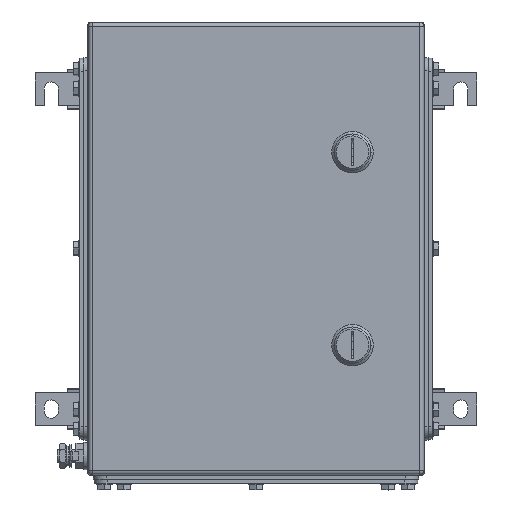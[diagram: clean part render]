
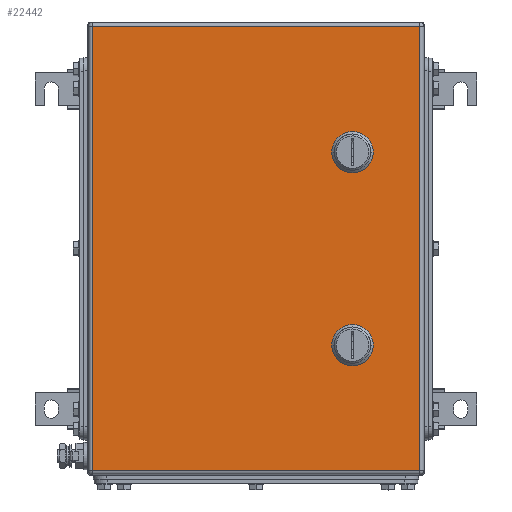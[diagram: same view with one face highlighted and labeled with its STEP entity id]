
A CAD part, top view. The second image highlights one B-rep face of the part: STEP entity #22442.
In plain terms, the highlighted planar face has unit normal (0, 0, 1).
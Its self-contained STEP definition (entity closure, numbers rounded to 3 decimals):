
#22256=AXIS2_PLACEMENT_3D('Circle Axis2P3D',#22254,#22255,$) ;
#22283=AXIS2_PLACEMENT_3D('Plane Axis2P3D',#22280,#22281,#22282) ;
#22328=AXIS2_PLACEMENT_3D('Circle Axis2P3D',#22326,#22327,$) ;
#22342=AXIS2_PLACEMENT_3D('Circle Axis2P3D',#22340,#22341,$) ;
#22356=AXIS2_PLACEMENT_3D('Circle Axis2P3D',#22354,#22355,$) ;
#22378=AXIS2_PLACEMENT_3D('Circle Axis2P3D',#22376,#22377,$) ;
#22394=AXIS2_PLACEMENT_3D('Circle Axis2P3D',#22392,#22393,$) ;
#22408=AXIS2_PLACEMENT_3D('Circle Axis2P3D',#22406,#22407,$) ;
#22422=AXIS2_PLACEMENT_3D('Circle Axis2P3D',#22420,#22421,$) ;
#22251=CARTESIAN_POINT('Vertex',(250.056,250.45,203.5)) ;
#22254=CARTESIAN_POINT('Axis2P3D Location',(245.,260.5,203.5)) ;
#22258=CARTESIAN_POINT('Vertex',(255.05,255.444,203.5)) ;
#22280=CARTESIAN_POINT('Axis2P3D Location',(170.5,186.,203.5)) ;
#22285=CARTESIAN_POINT('Line Origine',(170.5,357.5,203.5)) ;
#22289=CARTESIAN_POINT('Vertex',(297.,357.5,203.5)) ;
#22291=CARTESIAN_POINT('Vertex',(44.,357.5,203.5)) ;
#22294=CARTESIAN_POINT('Line Origine',(44.,186.,203.5)) ;
#22298=CARTESIAN_POINT('Vertex',(44.,14.5,203.5)) ;
#22301=CARTESIAN_POINT('Line Origine',(170.5,14.5,203.5)) ;
#22305=CARTESIAN_POINT('Vertex',(297.,14.5,203.5)) ;
#22308=CARTESIAN_POINT('Line Origine',(297.,186.,203.5)) ;
#22319=CARTESIAN_POINT('Line Origine',(245.,250.45,203.5)) ;
#22323=CARTESIAN_POINT('Vertex',(239.944,250.45,203.5)) ;
#22326=CARTESIAN_POINT('Axis2P3D Location',(245.,260.5,203.5)) ;
#22330=CARTESIAN_POINT('Vertex',(234.95,255.444,203.5)) ;
#22333=CARTESIAN_POINT('Line Origine',(234.95,260.5,203.5)) ;
#22337=CARTESIAN_POINT('Vertex',(234.95,265.556,203.5)) ;
#22340=CARTESIAN_POINT('Axis2P3D Location',(245.,260.5,203.5)) ;
#22344=CARTESIAN_POINT('Vertex',(239.944,270.55,203.5)) ;
#22347=CARTESIAN_POINT('Line Origine',(245.,270.55,203.5)) ;
#22351=CARTESIAN_POINT('Vertex',(250.056,270.55,203.5)) ;
#22354=CARTESIAN_POINT('Axis2P3D Location',(245.,260.5,203.5)) ;
#22358=CARTESIAN_POINT('Vertex',(255.05,265.556,203.5)) ;
#22361=CARTESIAN_POINT('Line Origine',(255.05,260.5,203.5)) ;
#22376=CARTESIAN_POINT('Axis2P3D Location',(245.,111.5,203.5)) ;
#22380=CARTESIAN_POINT('Vertex',(250.056,101.45,203.5)) ;
#22382=CARTESIAN_POINT('Vertex',(255.05,106.444,203.5)) ;
#22385=CARTESIAN_POINT('Line Origine',(245.,101.45,203.5)) ;
#22389=CARTESIAN_POINT('Vertex',(239.944,101.45,203.5)) ;
#22392=CARTESIAN_POINT('Axis2P3D Location',(245.,111.5,203.5)) ;
#22396=CARTESIAN_POINT('Vertex',(234.95,106.444,203.5)) ;
#22399=CARTESIAN_POINT('Line Origine',(234.95,111.5,203.5)) ;
#22403=CARTESIAN_POINT('Vertex',(234.95,116.556,203.5)) ;
#22406=CARTESIAN_POINT('Axis2P3D Location',(245.,111.5,203.5)) ;
#22410=CARTESIAN_POINT('Vertex',(239.944,121.55,203.5)) ;
#22413=CARTESIAN_POINT('Line Origine',(245.,121.55,203.5)) ;
#22417=CARTESIAN_POINT('Vertex',(250.056,121.55,203.5)) ;
#22420=CARTESIAN_POINT('Axis2P3D Location',(245.,111.5,203.5)) ;
#22424=CARTESIAN_POINT('Vertex',(255.05,116.556,203.5)) ;
#22427=CARTESIAN_POINT('Line Origine',(255.05,111.5,203.5)) ;
#22255=DIRECTION('Axis2P3D Direction',(0.,0.,1.)) ;
#22281=DIRECTION('Axis2P3D Direction',(0.,0.,1.)) ;
#22282=DIRECTION('Axis2P3D XDirection',(1.,0.,0.)) ;
#22286=DIRECTION('Vector Direction',(1.,0.,0.)) ;
#22295=DIRECTION('Vector Direction',(0.,-1.,0.)) ;
#22302=DIRECTION('Vector Direction',(1.,0.,0.)) ;
#22309=DIRECTION('Vector Direction',(0.,1.,0.)) ;
#22320=DIRECTION('Vector Direction',(1.,0.,0.)) ;
#22327=DIRECTION('Axis2P3D Direction',(0.,0.,1.)) ;
#22334=DIRECTION('Vector Direction',(0.,1.,0.)) ;
#22341=DIRECTION('Axis2P3D Direction',(0.,0.,1.)) ;
#22348=DIRECTION('Vector Direction',(1.,0.,0.)) ;
#22355=DIRECTION('Axis2P3D Direction',(0.,0.,1.)) ;
#22362=DIRECTION('Vector Direction',(0.,-1.,0.)) ;
#22377=DIRECTION('Axis2P3D Direction',(0.,0.,1.)) ;
#22386=DIRECTION('Vector Direction',(1.,0.,0.)) ;
#22393=DIRECTION('Axis2P3D Direction',(0.,0.,1.)) ;
#22400=DIRECTION('Vector Direction',(0.,1.,0.)) ;
#22407=DIRECTION('Axis2P3D Direction',(0.,0.,1.)) ;
#22414=DIRECTION('Vector Direction',(1.,0.,0.)) ;
#22421=DIRECTION('Axis2P3D Direction',(0.,0.,1.)) ;
#22428=DIRECTION('Vector Direction',(0.,-1.,0.)) ;
#22287=VECTOR('Line Direction',#22286,1.) ;
#22296=VECTOR('Line Direction',#22295,1.) ;
#22303=VECTOR('Line Direction',#22302,1.) ;
#22310=VECTOR('Line Direction',#22309,1.) ;
#22321=VECTOR('Line Direction',#22320,1.) ;
#22335=VECTOR('Line Direction',#22334,1.) ;
#22349=VECTOR('Line Direction',#22348,1.) ;
#22363=VECTOR('Line Direction',#22362,1.) ;
#22387=VECTOR('Line Direction',#22386,1.) ;
#22401=VECTOR('Line Direction',#22400,1.) ;
#22415=VECTOR('Line Direction',#22414,1.) ;
#22429=VECTOR('Line Direction',#22428,1.) ;
#22314=ORIENTED_EDGE('',*,*,#22293,.T.) ;
#22315=ORIENTED_EDGE('',*,*,#22300,.T.) ;
#22316=ORIENTED_EDGE('',*,*,#22307,.T.) ;
#22317=ORIENTED_EDGE('',*,*,#22312,.T.) ;
#22367=ORIENTED_EDGE('',*,*,#22325,.F.) ;
#22368=ORIENTED_EDGE('',*,*,#22332,.F.) ;
#22369=ORIENTED_EDGE('',*,*,#22339,.T.) ;
#22370=ORIENTED_EDGE('',*,*,#22346,.F.) ;
#22371=ORIENTED_EDGE('',*,*,#22353,.T.) ;
#22372=ORIENTED_EDGE('',*,*,#22360,.F.) ;
#22373=ORIENTED_EDGE('',*,*,#22365,.T.) ;
#22374=ORIENTED_EDGE('',*,*,#22260,.F.) ;
#22433=ORIENTED_EDGE('',*,*,#22384,.F.) ;
#22434=ORIENTED_EDGE('',*,*,#22391,.F.) ;
#22435=ORIENTED_EDGE('',*,*,#22398,.F.) ;
#22436=ORIENTED_EDGE('',*,*,#22405,.T.) ;
#22437=ORIENTED_EDGE('',*,*,#22412,.F.) ;
#22438=ORIENTED_EDGE('',*,*,#22419,.T.) ;
#22439=ORIENTED_EDGE('',*,*,#22426,.F.) ;
#22440=ORIENTED_EDGE('',*,*,#22431,.T.) ;
#22375=FACE_BOUND('',#22366,.T.) ;
#22441=FACE_BOUND('',#22432,.T.) ;
#22442=ADVANCED_FACE('ZUB_KTB_QL_352620_3GP_AllCATPart.2\\ZUB_DE_KTB_QL.1\\DE_KTB_MH_PART_MASTER.1\\Koerper.2',(#22318,#22375,#22441),#22284,.T.) ;
#22257=CIRCLE('generated circle',#22256,11.25) ;
#22329=CIRCLE('generated circle',#22328,11.25) ;
#22343=CIRCLE('generated circle',#22342,11.25) ;
#22357=CIRCLE('generated circle',#22356,11.25) ;
#22379=CIRCLE('generated circle',#22378,11.25) ;
#22395=CIRCLE('generated circle',#22394,11.25) ;
#22409=CIRCLE('generated circle',#22408,11.25) ;
#22423=CIRCLE('generated circle',#22422,11.25) ;
#22260=EDGE_CURVE('',#22252,#22259,#22257,.T.) ;
#22293=EDGE_CURVE('',#22290,#22292,#22288,.F.) ;
#22300=EDGE_CURVE('',#22292,#22299,#22297,.T.) ;
#22307=EDGE_CURVE('',#22299,#22306,#22304,.T.) ;
#22312=EDGE_CURVE('',#22306,#22290,#22311,.T.) ;
#22325=EDGE_CURVE('',#22324,#22252,#22322,.T.) ;
#22332=EDGE_CURVE('',#22331,#22324,#22329,.T.) ;
#22339=EDGE_CURVE('',#22331,#22338,#22336,.T.) ;
#22346=EDGE_CURVE('',#22345,#22338,#22343,.T.) ;
#22353=EDGE_CURVE('',#22345,#22352,#22350,.T.) ;
#22360=EDGE_CURVE('',#22359,#22352,#22357,.T.) ;
#22365=EDGE_CURVE('',#22359,#22259,#22364,.T.) ;
#22384=EDGE_CURVE('',#22381,#22383,#22379,.T.) ;
#22391=EDGE_CURVE('',#22390,#22381,#22388,.T.) ;
#22398=EDGE_CURVE('',#22397,#22390,#22395,.T.) ;
#22405=EDGE_CURVE('',#22397,#22404,#22402,.T.) ;
#22412=EDGE_CURVE('',#22411,#22404,#22409,.T.) ;
#22419=EDGE_CURVE('',#22411,#22418,#22416,.T.) ;
#22426=EDGE_CURVE('',#22425,#22418,#22423,.T.) ;
#22431=EDGE_CURVE('',#22425,#22383,#22430,.T.) ;
#22313=EDGE_LOOP('',(#22314,#22315,#22316,#22317)) ;
#22366=EDGE_LOOP('',(#22367,#22368,#22369,#22370,#22371,#22372,#22373,#22374)) ;
#22432=EDGE_LOOP('',(#22433,#22434,#22435,#22436,#22437,#22438,#22439,#22440)) ;
#22318=FACE_OUTER_BOUND('',#22313,.T.) ;
#22288=LINE('Line',#22285,#22287) ;
#22297=LINE('Line',#22294,#22296) ;
#22304=LINE('Line',#22301,#22303) ;
#22311=LINE('Line',#22308,#22310) ;
#22322=LINE('Line',#22319,#22321) ;
#22336=LINE('Line',#22333,#22335) ;
#22350=LINE('Line',#22347,#22349) ;
#22364=LINE('Line',#22361,#22363) ;
#22388=LINE('Line',#22385,#22387) ;
#22402=LINE('Line',#22399,#22401) ;
#22416=LINE('Line',#22413,#22415) ;
#22430=LINE('Line',#22427,#22429) ;
#22284=PLANE('',#22283) ;
#22252=VERTEX_POINT('',#22251) ;
#22259=VERTEX_POINT('',#22258) ;
#22290=VERTEX_POINT('',#22289) ;
#22292=VERTEX_POINT('',#22291) ;
#22299=VERTEX_POINT('',#22298) ;
#22306=VERTEX_POINT('',#22305) ;
#22324=VERTEX_POINT('',#22323) ;
#22331=VERTEX_POINT('',#22330) ;
#22338=VERTEX_POINT('',#22337) ;
#22345=VERTEX_POINT('',#22344) ;
#22352=VERTEX_POINT('',#22351) ;
#22359=VERTEX_POINT('',#22358) ;
#22381=VERTEX_POINT('',#22380) ;
#22383=VERTEX_POINT('',#22382) ;
#22390=VERTEX_POINT('',#22389) ;
#22397=VERTEX_POINT('',#22396) ;
#22404=VERTEX_POINT('',#22403) ;
#22411=VERTEX_POINT('',#22410) ;
#22418=VERTEX_POINT('',#22417) ;
#22425=VERTEX_POINT('',#22424) ;
